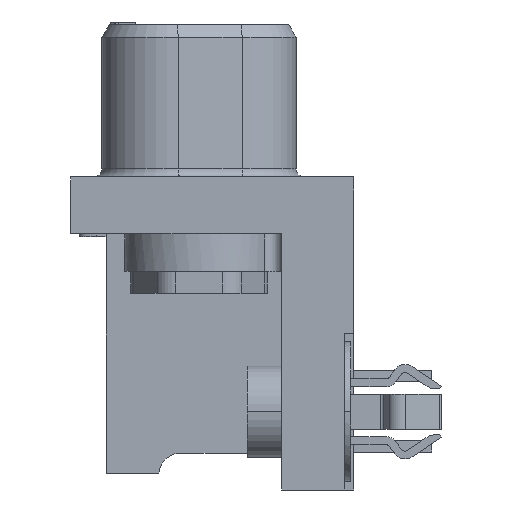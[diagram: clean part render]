
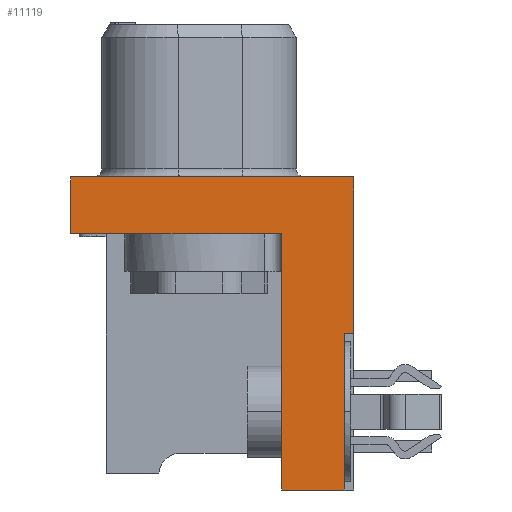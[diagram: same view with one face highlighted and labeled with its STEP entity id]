
A CAD part, left-side view. The second image highlights one B-rep face of the part: STEP entity #11119.
In plain terms, the highlighted planar face has unit normal (-1, 0, 0).
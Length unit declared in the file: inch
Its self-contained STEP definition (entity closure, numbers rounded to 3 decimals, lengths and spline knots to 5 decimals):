
#2006=DIRECTION('',(0.,0.,1.));
#2007=VECTOR('',#2006,0.25);
#2008=CARTESIAN_POINT('',(-1.045,-0.232,-0.743));
#2009=LINE('',#2008,#2007);
#2010=DIRECTION('',(0.,1.,0.));
#2011=VECTOR('',#2010,0.1);
#2012=CARTESIAN_POINT('',(-1.045,-0.232,-0.743));
#2013=LINE('',#2012,#2011);
#2014=DIRECTION('',(0.,0.,1.));
#2015=VECTOR('',#2014,0.409);
#2016=CARTESIAN_POINT('',(-1.045,-0.132,-0.743));
#2017=LINE('',#2016,#2015);
#2018=DIRECTION('',(0.,1.,0.));
#2019=VECTOR('',#2018,0.1319);
#2020=CARTESIAN_POINT('',(-1.045,-0.132,-0.334));
#2021=LINE('',#2020,#2019);
#2022=DIRECTION('',(0.,1.,0.));
#2023=VECTOR('',#2022,0.2051);
#2024=CARTESIAN_POINT('',(-1.045,-0.0001,-0.334));
#2025=LINE('',#2024,#2023);
#2026=DIRECTION('',(0.,0.,1.));
#2027=VECTOR('',#2026,0.091);
#2028=CARTESIAN_POINT('',(-1.045,0.205,-0.334));
#2029=LINE('',#2028,#2027);
#2030=DIRECTION('',(0.,-1.,0.));
#2031=VECTOR('',#2030,0.452);
#2032=CARTESIAN_POINT('',(-1.045,0.205,-0.243));
#2033=LINE('',#2032,#2031);
#2034=DIRECTION('',(0.,0.,-1.));
#2035=VECTOR('',#2034,0.25);
#2036=CARTESIAN_POINT('',(-1.045,-0.247,-0.243));
#2037=LINE('',#2036,#2035);
#2038=DIRECTION('',(0.,1.,0.));
#2039=VECTOR('',#2038,0.015);
#2040=CARTESIAN_POINT('',(-1.045,-0.247,-0.493));
#2041=LINE('',#2040,#2039);
#7196=CARTESIAN_POINT('',(-1.045,-0.132,-0.743));
#7197=CARTESIAN_POINT('',(-1.045,-0.132,-0.334));
#7198=VERTEX_POINT('',#7196);
#7199=VERTEX_POINT('',#7197);
#7232=CARTESIAN_POINT('',(-1.045,0.205,-0.334));
#7233=CARTESIAN_POINT('',(-1.045,0.205,-0.243));
#7234=VERTEX_POINT('',#7232);
#7235=VERTEX_POINT('',#7233);
#7236=CARTESIAN_POINT('',(-1.045,-0.247,-0.243));
#7237=VERTEX_POINT('',#7236);
#7312=CARTESIAN_POINT('',(-1.045,-0.232,-0.743));
#7313=CARTESIAN_POINT('',(-1.045,-0.232,-0.493));
#7314=VERTEX_POINT('',#7312);
#7315=VERTEX_POINT('',#7313);
#7316=CARTESIAN_POINT('',(-1.045,-0.247,-0.493));
#7317=VERTEX_POINT('',#7316);
#7415=CARTESIAN_POINT('',(-1.045,-0.0001,-0.334));
#7417=VERTEX_POINT('',#7415);
#11100=CARTESIAN_POINT('',(-1.045,0.,0.));
#11101=DIRECTION('',(1.,0.,0.));
#11102=DIRECTION('',(0.,0.,-1.));
#11103=AXIS2_PLACEMENT_3D('',#11100,#11101,#11102);
#11104=PLANE('',#11103);
#11105=ORIENTED_EDGE('',*,*,#10522,.F.);
#11106=ORIENTED_EDGE('',*,*,#10193,.T.);
#11107=ORIENTED_EDGE('',*,*,#10277,.T.);
#11109=ORIENTED_EDGE('',*,*,#11108,.T.);
#11111=ORIENTED_EDGE('',*,*,#11110,.T.);
#11113=ORIENTED_EDGE('',*,*,#11112,.T.);
#11114=ORIENTED_EDGE('',*,*,#9847,.T.);
#11115=ORIENTED_EDGE('',*,*,#11025,.T.);
#11116=ORIENTED_EDGE('',*,*,#11079,.T.);
#11117=EDGE_LOOP('',(#11105,#11106,#11107,#11109,#11111,#11113,#11114,#11115,
#11116));
#11118=FACE_OUTER_BOUND('',#11117,.F.);
#11119=ADVANCED_FACE('',(#11118),#11104,.F.);
#9847=EDGE_CURVE('',#7235,#7237,#2033,.T.);
#10193=EDGE_CURVE('',#7314,#7198,#2013,.T.);
#10277=EDGE_CURVE('',#7198,#7199,#2017,.T.);
#10522=EDGE_CURVE('',#7314,#7315,#2009,.T.);
#11025=EDGE_CURVE('',#7237,#7317,#2037,.T.);
#11079=EDGE_CURVE('',#7317,#7315,#2041,.T.);
#11108=EDGE_CURVE('',#7199,#7417,#2021,.T.);
#11110=EDGE_CURVE('',#7417,#7234,#2025,.T.);
#11112=EDGE_CURVE('',#7234,#7235,#2029,.T.);
